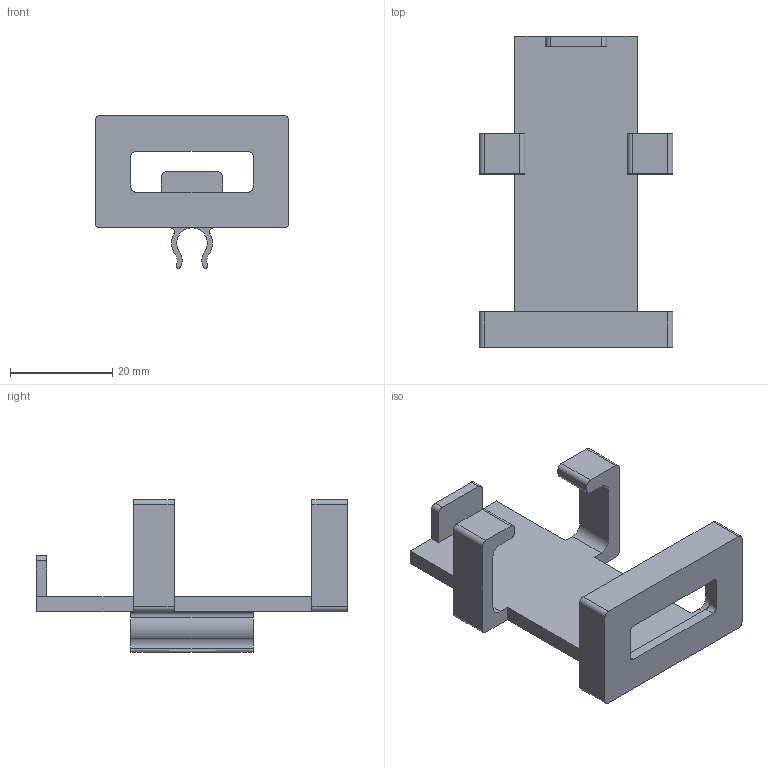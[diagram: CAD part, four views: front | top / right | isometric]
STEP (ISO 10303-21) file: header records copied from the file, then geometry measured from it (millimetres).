
FILE_DESCRIPTION(/* description */ (''),/* implementation_level */ '2;1');
FILE_NAME(/* name */ 'Collin_Battery_Holder_Square v2 v2.step',/* time_stamp */ '2022-08-31T09:55:21-04:00',/* author */ (''),/* organization */ (''),/* preprocessor_version */ 'ST-DEVELOPER v19',/* originating_system */ 'Autodesk Translation Framework v11.7.0.108',/* authorisation */ '');
FILE_SCHEMA (('AUTOMOTIVE_DESIGN { 1 0 10303 214 3 1 1 }'));
Length unit declared in the file: millimetre
Products named in the file (1): Collin_Battery_Holder_Square v2
Bounding box: 38 x 61 x 29.94 mm (x, y, z)
Volume: 9014.3 mm3; surface area: 7911.1 mm2
Topology: 1 solids, 1 shells, 87 faces, 246 edges, 162 vertices
Faces by surface type: plane 42, cylinder 39, bspline 6
Entity records: 2961 total; most frequent: CARTESIAN_POINT 630, ORIENTED_EDGE 492, DIRECTION 482, EDGE_CURVE 246, AXIS2_PLACEMENT_3D 166, VERTEX_POINT 162, LINE 150, VECTOR 150
